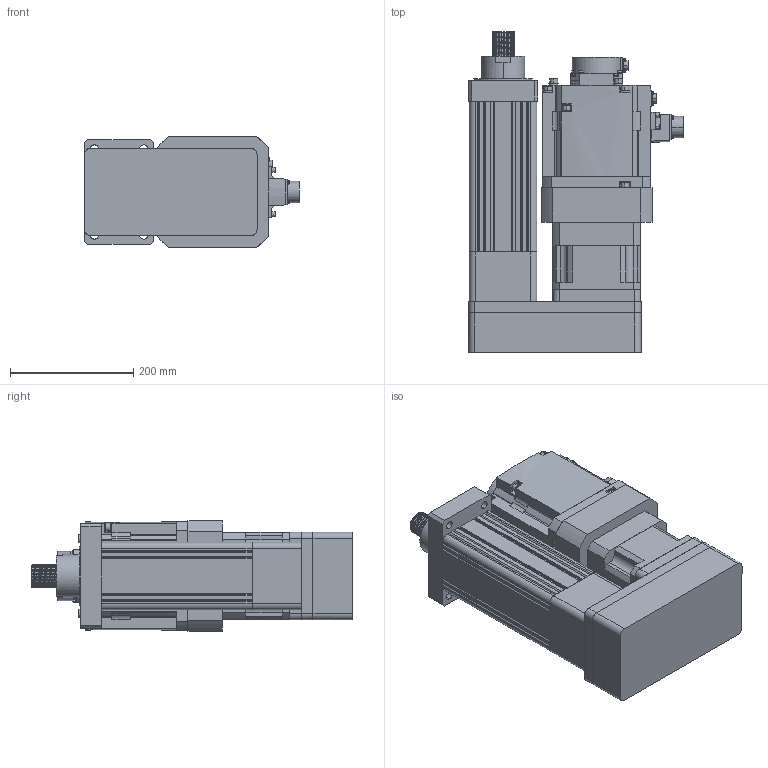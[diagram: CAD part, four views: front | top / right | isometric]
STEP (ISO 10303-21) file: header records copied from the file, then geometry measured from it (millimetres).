
FILE_DESCRIPTION (( 'STEP AP203' ), '1' );
FILE_NAME ('RLA110-10QF-38KN-R100-66.67mm-s.STEP', '2025-02-08T01:03:28', ( '微软用户' ), ( '微软中国' ), 'SwSTEP 2.0', 'SolidWorks 2022', '' );
FILE_SCHEMA (( 'CONFIG_CONTROL_DESIGN' ));
Length unit declared in the file: millimetre
Products named in the file (5): PGH142(新款单级35-114.3-200-M12); 110缸行程250折叠前法兰安装; 零件115^RLA110-10QF-38KN-R100-66.67mm-s; hg-sn302bj_-s100_; RLA110-10QF-38KN-R100-66.67mm-s
Assembly tree (4 placements, depth 2):
  RLA110-10QF-38KN-R100-66.67mm-s
    110缸行程250折叠前法兰安装
    hg-sn302bj_-s100_
    PGH142(新款单级35-114.3-200-M12)
    零件115^RLA110-10QF-38KN-R100-66.67mm-s
Bounding box: 348.85 x 521 x 180 mm (x, y, z)
Volume: 14754851.3 mm3; surface area: 1044282.2 mm2
Topology: 6 solids, 11 shells, 892 faces, 2224 edges, 1471 vertices
Faces by surface type: cylinder 443, plane 442, cone 5, bspline 2
Entity records: 30577 total; most frequent: CARTESIAN_POINT 8142, DIRECTION 4757, ORIENTED_EDGE 4444, EDGE_CURVE 2222, AXIS2_PLACEMENT_3D 1748, VERTEX_POINT 1471, LINE 1261, VECTOR 1261
